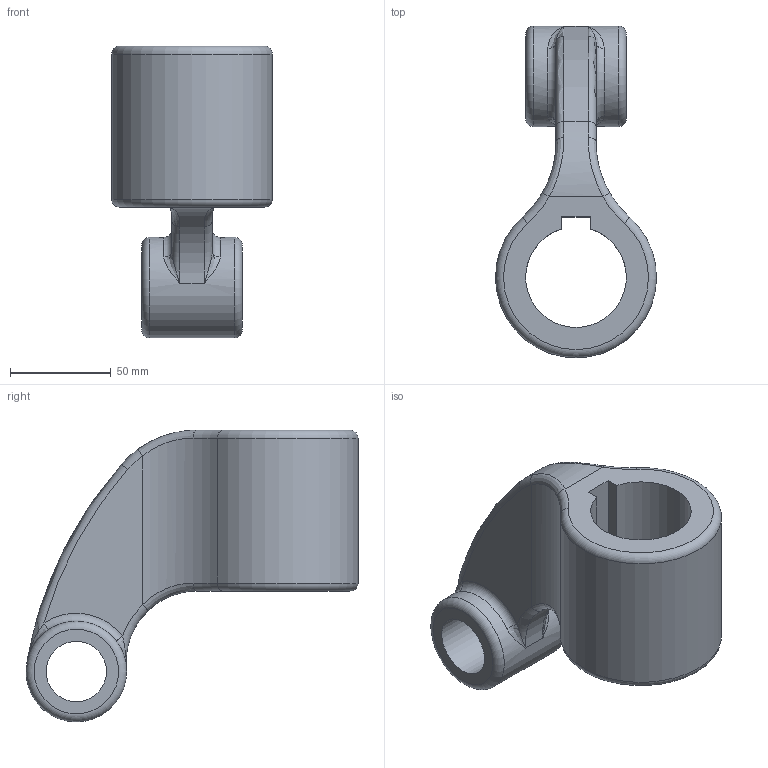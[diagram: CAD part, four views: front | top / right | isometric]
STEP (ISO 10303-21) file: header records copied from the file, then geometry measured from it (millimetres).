
FILE_DESCRIPTION(/* description */ ('','CAx-IF Rec.Pracs.---Representation and Presentation of Product Manufacturing Information (PMI)---4.0---2014-10-13'),/* implementation_level */ '2;1');
FILE_NAME(/* name */ 'Pieza_ORTO_2020.step',/* time_stamp */ '2024-12-15T23:42:41+01:00',/* author */ (''),/* organization */ (''),/* preprocessor_version */ 'ST-DEVELOPER v20',/* originating_system */ 'Autodesk Translation Framework v13.20.0.188',/* authorisation */ '');
FILE_SCHEMA (('AP242_MANAGED_MODEL_BASED_3D_ENGINEERING_MIM_LF { 1 0 10303 442 1 1 4 }'));
Length unit declared in the file: millimetre
Products named in the file (1): 2007
Bounding box: 79.98 x 165 x 145 mm (x, y, z)
Volume: 420836.1 mm3; surface area: 63992 mm2
Topology: 1 solids, 1 shells, 42 faces, 99 edges, 56 vertices
Faces by surface type: torus 16, cylinder 9, plane 9, bspline 8
Full cylindrical faces by diameter (mm): 30 x1, 50 x1
Entity records: 2762 total; most frequent: CARTESIAN_POINT 1760, DIRECTION 207, ORIENTED_EDGE 190, EDGE_CURVE 95, AXIS2_PLACEMENT_3D 93, CIRCLE 58, VERTEX_POINT 56, EDGE_LOOP 47
